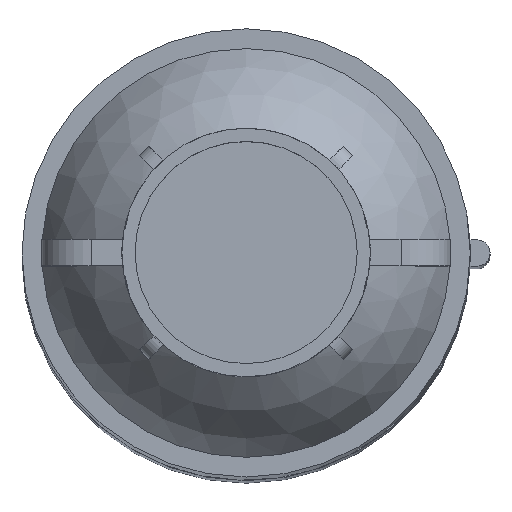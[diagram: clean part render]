
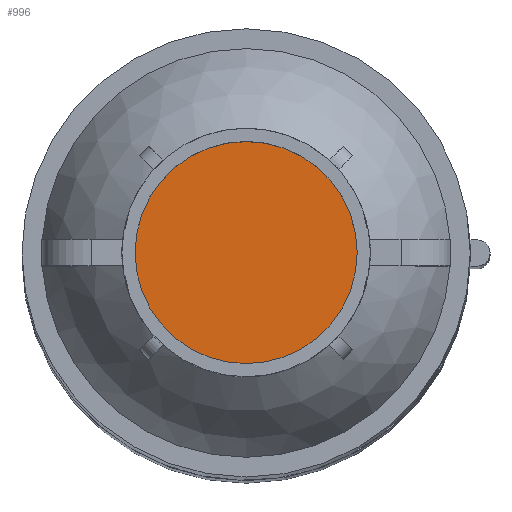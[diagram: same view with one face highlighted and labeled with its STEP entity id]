
A CAD part, top view. The second image highlights one B-rep face of the part: STEP entity #996.
In plain terms, the highlighted planar face has unit normal (0, 0, 1).
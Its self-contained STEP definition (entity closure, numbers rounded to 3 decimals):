
#248=FACE_OUTER_BOUND($,#317,.T.);
#317=EDGE_LOOP($,(#881));
#392=CIRCLE($,#1122,16.85);
#487=VERTEX_POINT($,#1768);
#625=EDGE_CURVE($,#487,#487,#392,.T.);
#881=ORIENTED_EDGE($,*,*,#625,.F.);
#940=PLANE($,#1121);
#996=ADVANCED_FACE($,(#248),#940,.T.);
#1121=AXIS2_PLACEMENT_3D($,#1767,#1430,#1431);
#1122=AXIS2_PLACEMENT_3D($,#1769,#1432,#1433);
#1430=DIRECTION('center_axis',(0.,0.,1.));
#1431=DIRECTION('ref_axis',(1.,0.,0.));
#1432=DIRECTION('center_axis',(0.,0.,-1.));
#1433=DIRECTION('ref_axis',(-1.,0.,0.));
#1767=CARTESIAN_POINT('Origin',(-8.425,0.,561.));
#1768=CARTESIAN_POINT('',(-16.85,0.,561.));
#1769=CARTESIAN_POINT('Origin',(0.,0.,561.));
